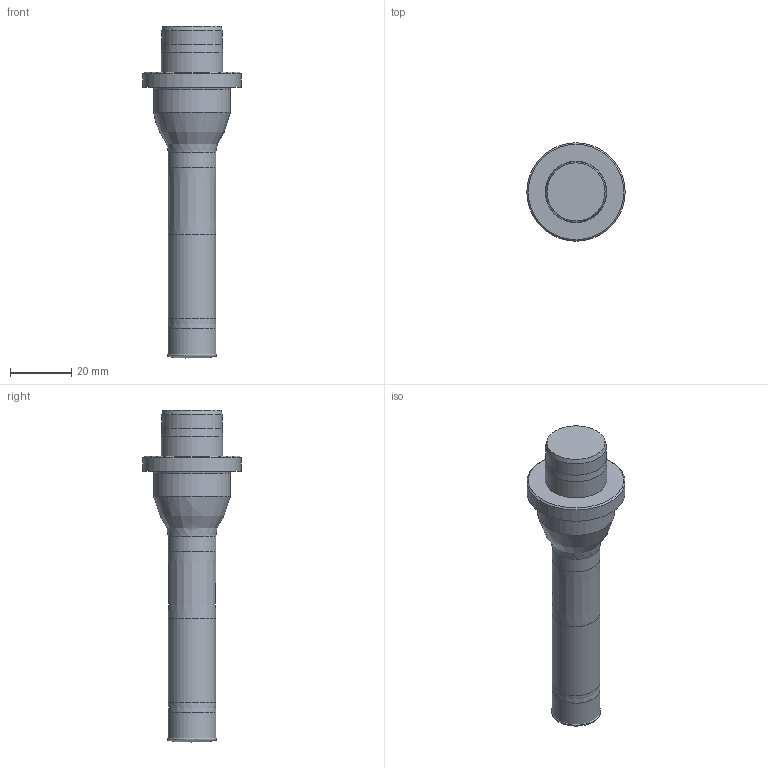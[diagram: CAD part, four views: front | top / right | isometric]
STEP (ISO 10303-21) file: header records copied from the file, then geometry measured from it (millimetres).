
FILE_DESCRIPTION(/* description */ (''),/* implementation_level */ '2;1');
FILE_NAME(/* name */ 'toolassembly_1.stp',/* time_stamp */ '2020-03-23T16:43:28+01:00',/* author */ (''),/* organization */ ('SMS'),/* preprocessor_version */ 'ST-DEVELOPER v16.7',/* originating_system */ 'SIEMENS PLM Software NX 12.0',/* authorisation */ '');
FILE_SCHEMA (('AUTOMOTIVE_DESIGN { 1 0 10303 214 3 1 1 1 }'));
Length unit declared in the file: millimetre
Products named in the file (5): CUT_20200323164300; CUT_20200323164258; NOCUT_20200323164201; ASSEMBLY_CONSTRUCTION; TOOLASSEMBLY_1
Assembly tree (4 placements, depth 2):
  TOOLASSEMBLY_1
    ASSEMBLY_CONSTRUCTION
    NOCUT_20200323164201
    CUT_20200323164258
    CUT_20200323164300
Bounding box: 32 x 32 x 108 mm (x, y, z)
Volume: 30748.8 mm3; surface area: 8211.6 mm2
Topology: 2 solids, 2 shells, 21 faces, 41 edges, 33 vertices
Faces by surface type: cylinder 7, cone 5, plane 4, bspline 3, revolution 1, torus 1
Full cylindrical faces by diameter (mm): 15.44 x1, 15.6 x2, 19.695 x1, 19.995 x1, 25 x1, 32 x1
Entity records: 9887 total; most frequent: CARTESIAN_POINT 9313, DIRECTION 97, AXIS2_PLACEMENT_3D 48, EDGE_LOOP 40, ORIENTED_EDGE 40, FACE_BOUND 38, STYLED_ITEM 22, PRESENTATION_STYLE_ASSIGNMENT 22
